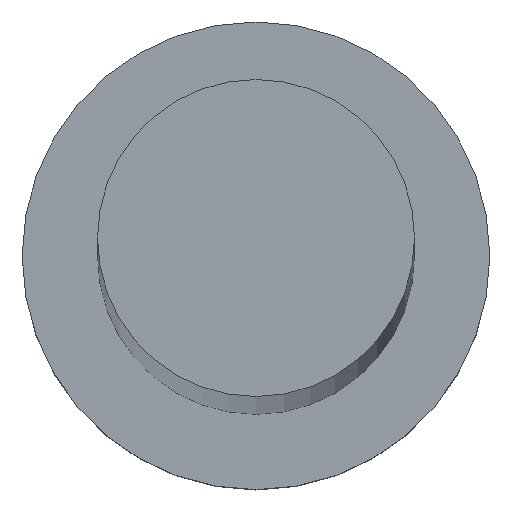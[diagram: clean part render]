
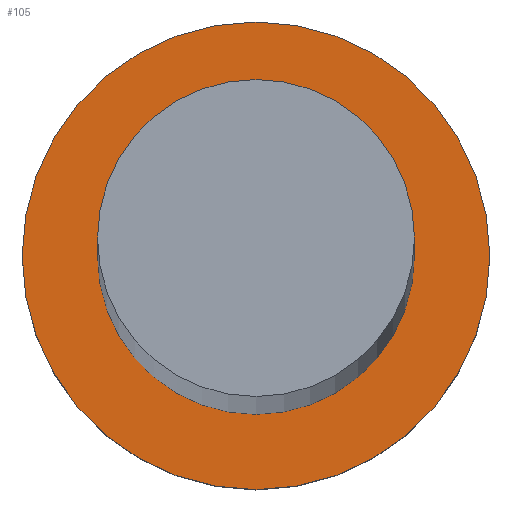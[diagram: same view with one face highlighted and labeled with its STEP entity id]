
A CAD part, top view. The second image highlights one B-rep face of the part: STEP entity #105.
In plain terms, the highlighted planar face has unit normal (0, 0, 1).
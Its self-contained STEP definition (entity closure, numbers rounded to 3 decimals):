
#1 = EDGE_CURVE ( 'NONE', #119, #86, #211, .T. ) ;
#3 = AXIS2_PLACEMENT_3D ( 'NONE', #128, #230, #94 ) ;
#11 = DIRECTION ( 'NONE',  ( 0., 0., 1. ) ) ;
#13 = DIRECTION ( 'NONE',  ( 0., 0., 1. ) ) ;
#16 = CIRCLE ( 'NONE', #189, 9. ) ;
#17 = DIRECTION ( 'NONE',  ( 1., 0., 0. ) ) ;
#24 = ORIENTED_EDGE ( 'NONE', *, *, #238, .F. ) ;
#26 = EDGE_LOOP ( 'NONE', ( #125, #84 ) ) ;
#28 = CARTESIAN_POINT ( 'NONE',  ( 0., 0., 7. ) ) ;
#47 = CARTESIAN_POINT ( 'NONE',  ( 6.1, 0., 7. ) ) ;
#49 = CARTESIAN_POINT ( 'NONE',  ( -9., 0., 7. ) ) ;
#50 = CARTESIAN_POINT ( 'NONE',  ( 9., 0., 7. ) ) ;
#64 = EDGE_LOOP ( 'NONE', ( #121, #24 ) ) ;
#68 = DIRECTION ( 'NONE',  ( 0., 0., 1. ) ) ;
#83 = CIRCLE ( 'NONE', #120, 6.1 ) ;
#84 = ORIENTED_EDGE ( 'NONE', *, *, #162, .T. ) ;
#86 = VERTEX_POINT ( 'NONE', #47 ) ;
#94 = DIRECTION ( 'NONE',  ( 1., 0., 0. ) ) ;
#104 = DIRECTION ( 'NONE',  ( 1., 0., 0. ) ) ;
#105 = ADVANCED_FACE ( 'NONE', ( #166, #241 ), #245, .T. ) ;
#106 = CARTESIAN_POINT ( 'NONE',  ( -6.1, 0., 7. ) ) ;
#113 = VERTEX_POINT ( 'NONE', #49 ) ;
#119 = VERTEX_POINT ( 'NONE', #106 ) ;
#120 = AXIS2_PLACEMENT_3D ( 'NONE', #209, #68, #149 ) ;
#121 = ORIENTED_EDGE ( 'NONE', *, *, #1, .F. ) ;
#125 = ORIENTED_EDGE ( 'NONE', *, *, #219, .T. ) ;
#128 = CARTESIAN_POINT ( 'NONE',  ( 0., 0., 7. ) ) ;
#141 = CIRCLE ( 'NONE', #3, 9. ) ;
#147 = AXIS2_PLACEMENT_3D ( 'NONE', #28, #11, #167 ) ;
#149 = DIRECTION ( 'NONE',  ( 1., 0., 0. ) ) ;
#162 = EDGE_CURVE ( 'NONE', #228, #113, #16, .T. ) ;
#166 = FACE_BOUND ( 'NONE', #64, .T. ) ;
#167 = DIRECTION ( 'NONE',  ( 1., 0., 0. ) ) ;
#173 = AXIS2_PLACEMENT_3D ( 'NONE', #182, #244, #104 ) ;
#175 = CARTESIAN_POINT ( 'NONE',  ( 0., 0., 7. ) ) ;
#182 = CARTESIAN_POINT ( 'NONE',  ( 0., 0., 7. ) ) ;
#189 = AXIS2_PLACEMENT_3D ( 'NONE', #175, #13, #17 ) ;
#209 = CARTESIAN_POINT ( 'NONE',  ( 0., 0., 7. ) ) ;
#211 = CIRCLE ( 'NONE', #173, 6.1 ) ;
#219 = EDGE_CURVE ( 'NONE', #113, #228, #141, .T. ) ;
#228 = VERTEX_POINT ( 'NONE', #50 ) ;
#230 = DIRECTION ( 'NONE',  ( 0., 0., 1. ) ) ;
#238 = EDGE_CURVE ( 'NONE', #86, #119, #83, .T. ) ;
#241 = FACE_OUTER_BOUND ( 'NONE', #26, .T. ) ;
#244 = DIRECTION ( 'NONE',  ( 0., 0., 1. ) ) ;
#245 = PLANE ( 'NONE',  #147 ) ;
